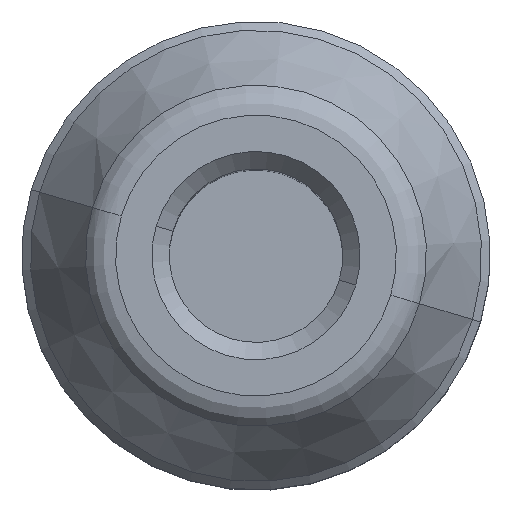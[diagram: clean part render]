
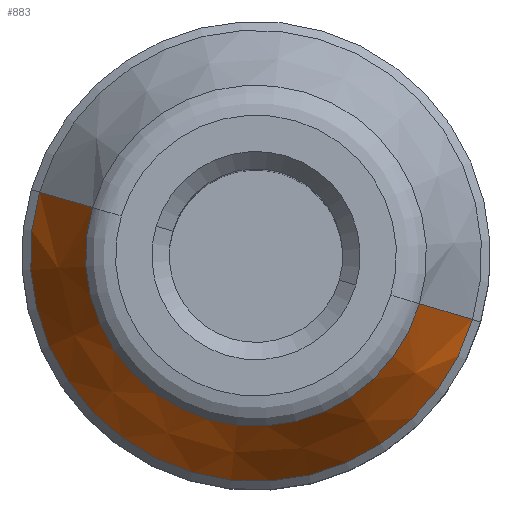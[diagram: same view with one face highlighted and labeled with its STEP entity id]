
A CAD part, top view. The second image highlights one B-rep face of the part: STEP entity #883.
In plain terms, the highlighted conical face has half-angle 30 degrees and reference radius 5.706 mm.
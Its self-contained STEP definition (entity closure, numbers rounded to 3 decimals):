
#819=AXIS2_PLACEMENT_3D('Circle Axis2P3D',#817,#818,$) ;
#856=AXIS2_PLACEMENT_3D('Cone Axis2P3D',#853,#854,#855) ;
#867=AXIS2_PLACEMENT_3D('Circle Axis2P3D',#865,#866,$) ;
#814=CARTESIAN_POINT('Vertex',(2.037,8.136,42.5)) ;
#817=CARTESIAN_POINT('Axis2P3D Location',(6.75,6.75,42.5)) ;
#821=CARTESIAN_POINT('Vertex',(11.463,5.364,42.5)) ;
#853=CARTESIAN_POINT('Axis2P3D Location',(6.75,6.75,41.125)) ;
#858=CARTESIAN_POINT('Line Origine',(-239837.362,70549.136,-432966.635)) ;
#862=CARTESIAN_POINT('Vertex',(0.514,8.584,39.75)) ;
#865=CARTESIAN_POINT('Axis2P3D Location',(6.75,6.75,39.75)) ;
#869=CARTESIAN_POINT('Vertex',(12.986,4.916,39.75)) ;
#872=CARTESIAN_POINT('Line Origine',(239850.862,-70535.636,-432966.635)) ;
#818=DIRECTION('Axis2P3D Direction',(0.,0.,1.)) ;
#854=DIRECTION('Axis2P3D Direction',(0.,0.,-1.)) ;
#855=DIRECTION('Axis2P3D XDirection',(0.959,-0.282,0.)) ;
#859=DIRECTION('Vector Direction',(-0.48,0.141,-0.866)) ;
#866=DIRECTION('Axis2P3D Direction',(0.,0.,-1.)) ;
#873=DIRECTION('Vector Direction',(0.48,-0.141,-0.866)) ;
#860=VECTOR('Line Direction',#859,1.) ;
#874=VECTOR('Line Direction',#873,1.) ;
#878=ORIENTED_EDGE('',*,*,#864,.F.) ;
#879=ORIENTED_EDGE('',*,*,#871,.T.) ;
#880=ORIENTED_EDGE('',*,*,#876,.F.) ;
#881=ORIENTED_EDGE('',*,*,#823,.F.) ;
#883=ADVANCED_FACE('Hauptkoerper',(#882),#857,.T.) ;
#820=CIRCLE('generated circle',#819,4.912) ;
#868=CIRCLE('generated circle',#867,6.5) ;
#857=CONICAL_SURFACE('Cone',#856,5.706,0.524) ;
#823=EDGE_CURVE('',#815,#822,#820,.T.) ;
#864=EDGE_CURVE('',#863,#815,#861,.F.) ;
#871=EDGE_CURVE('',#863,#870,#868,.F.) ;
#876=EDGE_CURVE('',#822,#870,#875,.T.) ;
#877=EDGE_LOOP('',(#878,#879,#880,#881)) ;
#882=FACE_OUTER_BOUND('',#877,.T.) ;
#861=LINE('Line',#858,#860) ;
#875=LINE('Line',#872,#874) ;
#815=VERTEX_POINT('',#814) ;
#822=VERTEX_POINT('',#821) ;
#863=VERTEX_POINT('',#862) ;
#870=VERTEX_POINT('',#869) ;
